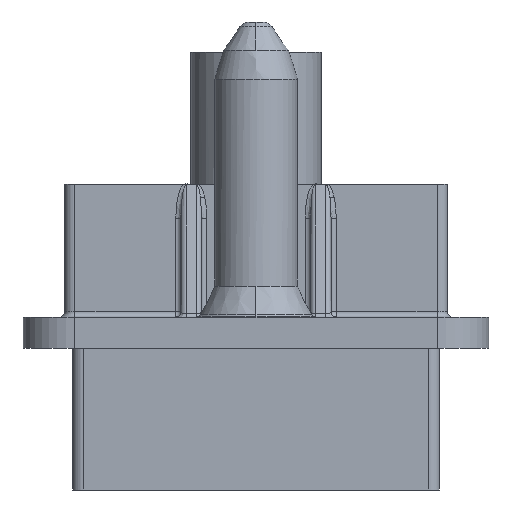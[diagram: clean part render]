
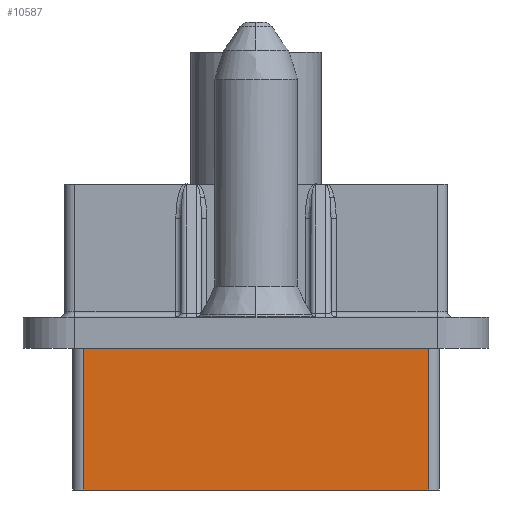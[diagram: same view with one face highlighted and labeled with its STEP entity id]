
A CAD part, left-side view. The second image highlights one B-rep face of the part: STEP entity #10587.
In plain terms, the highlighted planar face has unit normal (-1, 0, 0).
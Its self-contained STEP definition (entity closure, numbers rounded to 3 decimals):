
#466=DIRECTION('',(0.,1.,0.));
#467=VECTOR('',#466,33.4);
#468=CARTESIAN_POINT('',(-24.55,-16.7,0.));
#469=LINE('',#468,#467);
#4626=DIRECTION('',(0.,1.,0.));
#4627=VECTOR('',#4626,33.4);
#4628=CARTESIAN_POINT('',(-24.55,-16.7,-13.7));
#4629=LINE('',#4628,#4627);
#4633=DIRECTION('',(0.,0.,1.));
#4634=VECTOR('',#4633,13.7);
#4635=CARTESIAN_POINT('',(-24.55,-16.7,-13.7));
#4636=LINE('',#4635,#4634);
#4654=DIRECTION('',(0.,0.,-1.));
#4655=VECTOR('',#4654,13.7);
#4656=CARTESIAN_POINT('',(-24.55,16.7,0.));
#4657=LINE('',#4656,#4655);
#5241=CARTESIAN_POINT('',(-24.55,-16.7,0.));
#5242=VERTEX_POINT('',#5241);
#5243=CARTESIAN_POINT('',(-24.55,16.7,0.));
#5244=VERTEX_POINT('',#5243);
#5684=CARTESIAN_POINT('',(-24.55,-16.7,-13.7));
#5685=CARTESIAN_POINT('',(-24.55,16.7,-13.7));
#5686=VERTEX_POINT('',#5684);
#5687=VERTEX_POINT('',#5685);
#10574=CARTESIAN_POINT('',(-24.55,-11.407,1.37));
#10575=DIRECTION('',(-1.,0.,0.));
#10576=DIRECTION('',(0.,1.,0.));
#10577=AXIS2_PLACEMENT_3D('',#10574,#10575,#10576);
#10578=PLANE('',#10577);
#10579=ORIENTED_EDGE('',*,*,#6170,.F.);
#10581=ORIENTED_EDGE('',*,*,#10580,.F.);
#10582=ORIENTED_EDGE('',*,*,#10561,.T.);
#10584=ORIENTED_EDGE('',*,*,#10583,.F.);
#10585=EDGE_LOOP('',(#10579,#10581,#10582,#10584));
#10586=FACE_OUTER_BOUND('',#10585,.F.);
#10587=ADVANCED_FACE('',(#10586),#10578,.T.);
#6170=EDGE_CURVE('',#5242,#5244,#469,.T.);
#10561=EDGE_CURVE('',#5686,#5687,#4629,.T.);
#10580=EDGE_CURVE('',#5686,#5242,#4636,.T.);
#10583=EDGE_CURVE('',#5244,#5687,#4657,.T.);
